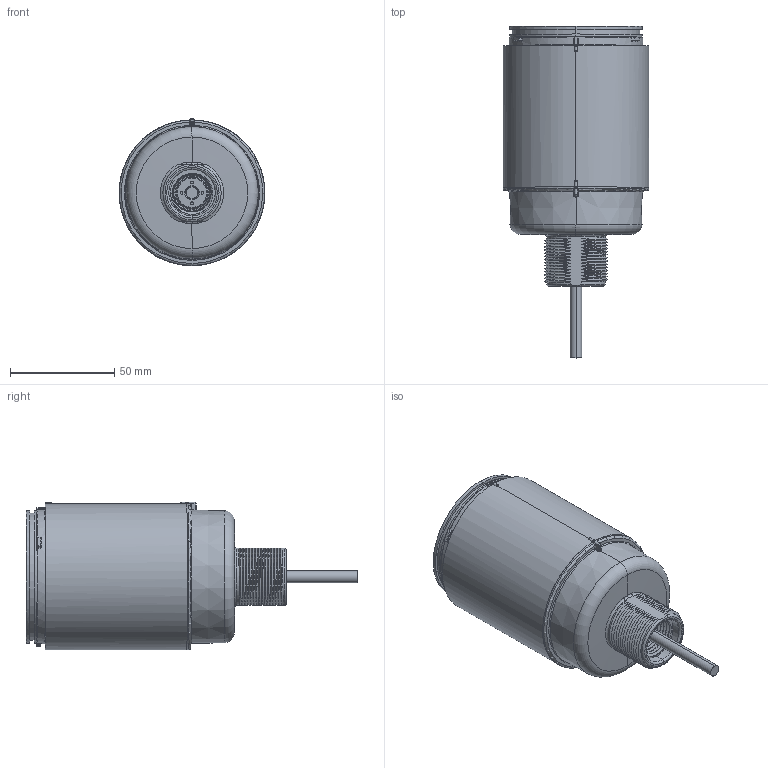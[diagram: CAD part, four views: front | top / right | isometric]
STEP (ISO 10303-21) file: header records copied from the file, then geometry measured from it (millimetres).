
FILE_DESCRIPTION((''),'2;1');
FILE_NAME('191440_ASM','2016-11-14T',('pdmadmin'),('BANNER ENGINEERING'),'CREO PARAMETRIC BY PTC INC, 2016260','CREO PARAMETRIC BY PTC INC, 2016260','');
FILE_SCHEMA(('CONFIG_CONTROL_DESIGN'));
Length unit declared in the file: millimetre
Products named in the file (7): 180077; 190540; 178930; 140249; CABLE_225; 62676; 191440_ASM
Assembly tree (8 placements, depth 2):
  191440_ASM
    180077
    190540
    178930
    140249  x3
    CABLE_225
    62676
Bounding box: 70 x 159.5 x 70.75 mm (x, y, z)
Volume: 104168.6 mm3; surface area: 69750.7 mm2
Topology: 8 solids, 11 shells, 1437 faces, 4288 edges, 2803 vertices
Faces by surface type: bspline 501, cylinder 490, plane 185, torus 105, cone 100, sphere 56
Entity records: 72133 total; most frequent: CARTESIAN_POINT 48498, ORIENTED_EDGE 5365, DIRECTION 3904, EDGE_CURVE 2898, VERTEX_POINT 1803, AXIS2_PLACEMENT_3D 1596, B_SPLINE_CURVE_WITH_KNOTS 1349, EDGE_LOOP 1144
